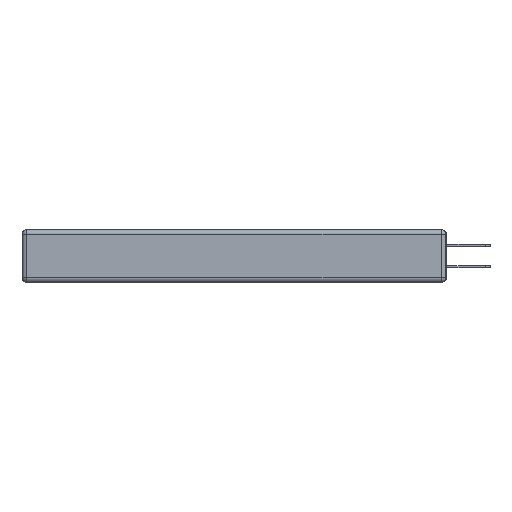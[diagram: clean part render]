
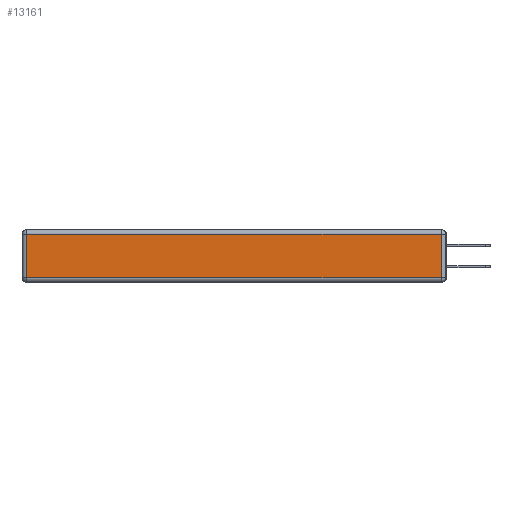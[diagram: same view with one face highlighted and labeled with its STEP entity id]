
A CAD part, left-side view. The second image highlights one B-rep face of the part: STEP entity #13161.
In plain terms, the highlighted planar face has unit normal (-1, 0, 0).
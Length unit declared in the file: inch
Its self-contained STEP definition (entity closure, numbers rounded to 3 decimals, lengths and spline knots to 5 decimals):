
#1065 = FACE_OUTER_BOUND ( 'NONE', #14178, .T. ) ;
#1445 = VECTOR ( 'NONE', #18217, 39.37008 ) ;
#2055 = CARTESIAN_POINT ( 'NONE',  ( 0., 2.75, -0.03 ) ) ;
#2541 = EDGE_CURVE ( 'NONE', #25087, #12331, #20779, .T. ) ;
#3446 = PLANE ( 'NONE',  #12321 ) ;
#4647 = VECTOR ( 'NONE', #9443, 39.37008 ) ;
#5245 = VERTEX_POINT ( 'NONE', #11608 ) ;
#5950 = CARTESIAN_POINT ( 'NONE',  ( 0., 0., -0.343 ) ) ;
#6294 = ORIENTED_EDGE ( 'NONE', *, *, #16716, .T. ) ;
#8439 = DIRECTION ( 'NONE',  ( 0., 0., 1. ) ) ;
#9443 = DIRECTION ( 'NONE',  ( 0., 0., 1. ) ) ;
#10531 = CARTESIAN_POINT ( 'NONE',  ( 0., 0., -0.313 ) ) ;
#10538 = CARTESIAN_POINT ( 'NONE',  ( 0., 2.72, -0.313 ) ) ;
#10642 = ORIENTED_EDGE ( 'NONE', *, *, #2541, .T. ) ;
#11406 = CARTESIAN_POINT ( 'NONE',  ( 0., 2.72, -0.03 ) ) ;
#11608 = CARTESIAN_POINT ( 'NONE',  ( 0., 0.03, -0.313 ) ) ;
#12266 = CARTESIAN_POINT ( 'NONE',  ( 0., 0.03, -0.343 ) ) ;
#12321 = AXIS2_PLACEMENT_3D ( 'NONE', #5950, #18507, #8439 ) ;
#12331 = VERTEX_POINT ( 'NONE', #11406 ) ;
#13161 = ADVANCED_FACE ( 'NONE', ( #1065 ), #3446, .T. ) ;
#14178 = EDGE_LOOP ( 'NONE', ( #14752, #28920, #10642, #6294 ) ) ;
#14752 = ORIENTED_EDGE ( 'NONE', *, *, #22344, .T. ) ;
#15857 = DIRECTION ( 'NONE',  ( 0., 0., -1. ) ) ;
#16716 = EDGE_CURVE ( 'NONE', #12331, #26562, #17836, .T. ) ;
#17836 = LINE ( 'NONE', #23373, #27755 ) ;
#17850 = LINE ( 'NONE', #12266, #4647 ) ;
#18217 = DIRECTION ( 'NONE',  ( 0., -1., 0. ) ) ;
#18507 = DIRECTION ( 'NONE',  ( -1., 0., 0. ) ) ;
#19426 = DIRECTION ( 'NONE',  ( 0., 1., 0. ) ) ;
#20779 = LINE ( 'NONE', #2055, #21555 ) ;
#21499 = LINE ( 'NONE', #10531, #1445 ) ;
#21555 = VECTOR ( 'NONE', #19426, 39.37008 ) ;
#22344 = EDGE_CURVE ( 'NONE', #26562, #5245, #21499, .T. ) ;
#23373 = CARTESIAN_POINT ( 'NONE',  ( 0., 2.72, -0.343 ) ) ;
#23652 = EDGE_CURVE ( 'NONE', #5245, #25087, #17850, .T. ) ;
#25087 = VERTEX_POINT ( 'NONE', #31855 ) ;
#26562 = VERTEX_POINT ( 'NONE', #10538 ) ;
#27755 = VECTOR ( 'NONE', #15857, 39.37008 ) ;
#28920 = ORIENTED_EDGE ( 'NONE', *, *, #23652, .T. ) ;
#31855 = CARTESIAN_POINT ( 'NONE',  ( 0., 0.03, -0.03 ) ) ;
